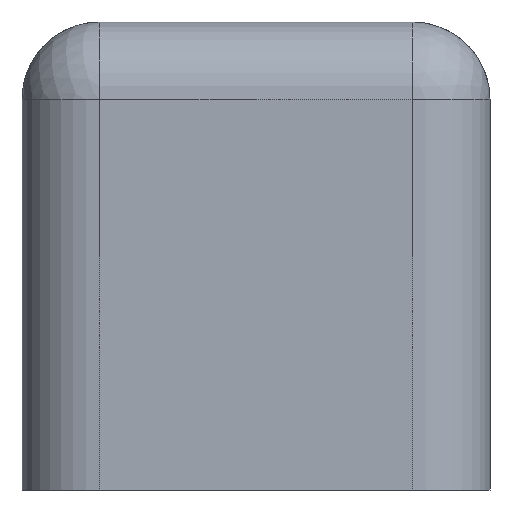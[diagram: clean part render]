
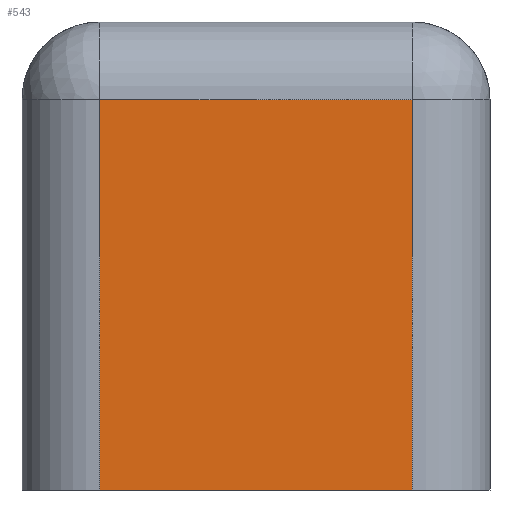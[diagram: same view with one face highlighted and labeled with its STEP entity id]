
A CAD part, front view. The second image highlights one B-rep face of the part: STEP entity #543.
In plain terms, the highlighted planar face has unit normal (0, -1, 0).
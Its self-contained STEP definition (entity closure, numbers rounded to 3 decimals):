
#67=PLANE('',#615);
#95=FACE_OUTER_BOUND('',#131,.T.);
#131=EDGE_LOOP('',(#449,#450,#451,#452));
#153=LINE('',#979,#187);
#156=LINE('',#993,#190);
#160=LINE('',#1016,#194);
#165=LINE('',#1045,#199);
#187=VECTOR('',#699,10.);
#190=VECTOR('',#714,10.);
#194=VECTOR('',#722,10.);
#199=VECTOR('',#737,10.);
#243=VERTEX_POINT('',#972);
#245=VERTEX_POINT('',#977);
#246=VERTEX_POINT('',#982);
#249=VERTEX_POINT('',#989);
#301=EDGE_CURVE('',#245,#243,#153,.T.);
#308=EDGE_CURVE('',#246,#249,#156,.T.);
#313=EDGE_CURVE('',#243,#246,#160,.T.);
#321=EDGE_CURVE('',#245,#249,#165,.T.);
#449=ORIENTED_EDGE('',*,*,#301,.F.);
#450=ORIENTED_EDGE('',*,*,#321,.T.);
#451=ORIENTED_EDGE('',*,*,#308,.F.);
#452=ORIENTED_EDGE('',*,*,#313,.F.);
#543=ADVANCED_FACE('',(#95),#67,.T.);
#615=AXIS2_PLACEMENT_3D('',#1051,#748,#749);
#699=DIRECTION('',(0.,0.,1.));
#714=DIRECTION('',(0.,0.,-1.));
#722=DIRECTION('',(1.,0.,0.));
#737=DIRECTION('',(1.,0.,0.));
#748=DIRECTION('center_axis',(0.,-1.,0.));
#749=DIRECTION('ref_axis',(1.,0.,0.));
#972=CARTESIAN_POINT('',(-0.1,-0.3,0.25));
#977=CARTESIAN_POINT('',(-0.1,-0.3,0.));
#979=CARTESIAN_POINT('',(-0.1,-0.3,0.));
#982=CARTESIAN_POINT('',(0.1,-0.3,0.25));
#989=CARTESIAN_POINT('',(0.1,-0.3,0.));
#993=CARTESIAN_POINT('',(0.1,-0.3,0.));
#1016=CARTESIAN_POINT('',(-0.075,-0.3,0.25));
#1045=CARTESIAN_POINT('',(-0.15,-0.3,0.));
#1051=CARTESIAN_POINT('Origin',(-0.15,-0.3,0.));
